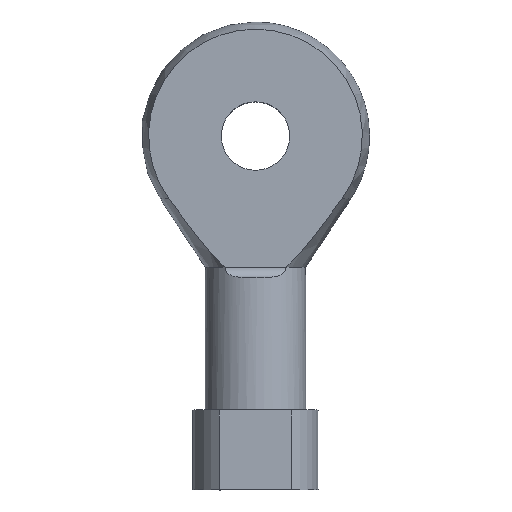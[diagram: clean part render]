
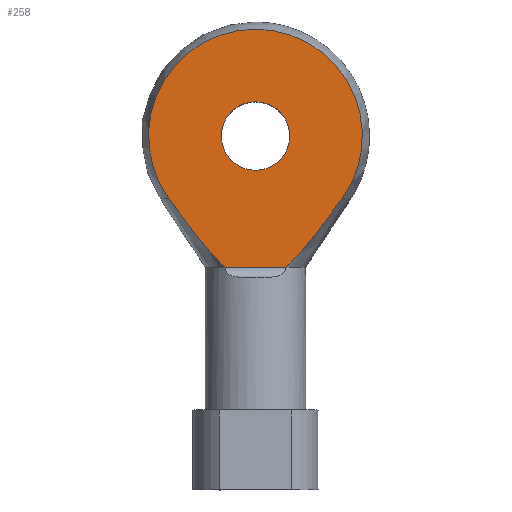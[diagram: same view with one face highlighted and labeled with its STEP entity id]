
A CAD part, top view. The second image highlights one B-rep face of the part: STEP entity #258.
In plain terms, the highlighted planar face has unit normal (0, 0, 1).
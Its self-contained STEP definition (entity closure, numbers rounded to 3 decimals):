
#27=B_SPLINE_CURVE_WITH_KNOTS('',3,(#462,#463,#464,#465,#466),
 .UNSPECIFIED.,.F.,.F.,(4,1,4),(0.,0.004,
0.008),.UNSPECIFIED.);
#28=B_SPLINE_CURVE_WITH_KNOTS('',3,(#474,#475,#476,#477,#478),
 .UNSPECIFIED.,.F.,.F.,(4,1,4),(0.014,0.018,0.022),
 .UNSPECIFIED.);
#45=LINE('',#487,#55);
#55=VECTOR('',#369,1000.);
#92=ORIENTED_EDGE('',*,*,#147,.F.);
#93=ORIENTED_EDGE('',*,*,#141,.T.);
#94=ORIENTED_EDGE('',*,*,#148,.T.);
#95=ORIENTED_EDGE('',*,*,#145,.T.);
#96=ORIENTED_EDGE('',*,*,#143,.F.);
#141=EDGE_CURVE('',#167,#163,#27,.T.);
#143=EDGE_CURVE('',#167,#170,#185,.F.);
#145=EDGE_CURVE('',#164,#170,#28,.T.);
#147=EDGE_CURVE('',#171,#171,#187,.T.);
#148=EDGE_CURVE('',#163,#164,#45,.T.);
#163=VERTEX_POINT('',#436);
#164=VERTEX_POINT('',#437);
#167=VERTEX_POINT('',#455);
#170=VERTEX_POINT('',#471);
#171=VERTEX_POINT('',#486);
#185=CIRCLE('',#298,9.367);
#187=CIRCLE('',#302,3.);
#202=EDGE_LOOP('',(#92));
#203=EDGE_LOOP('',(#93,#94,#95,#96));
#228=FACE_BOUND('',#202,.T.);
#229=FACE_BOUND('',#203,.T.);
#245=PLANE('',#301);
#258=ADVANCED_FACE('',(#228,#229),#245,.T.);
#298=AXIS2_PLACEMENT_3D('',#470,#359,#360);
#301=AXIS2_PLACEMENT_3D('',#484,#365,#366);
#302=AXIS2_PLACEMENT_3D('',#485,#367,#368);
#359=DIRECTION('',(0.,0.,1.));
#360=DIRECTION('',(1.,0.,0.));
#365=DIRECTION('',(0.,0.,1.));
#366=DIRECTION('',(1.,0.,0.));
#367=DIRECTION('',(0.,0.,1.));
#368=DIRECTION('',(1.,0.,0.));
#369=DIRECTION('',(1.,0.,0.));
#436=CARTESIAN_POINT('',(-2.666,-11.5,3.5));
#437=CARTESIAN_POINT('',(2.666,-11.5,3.5));
#455=CARTESIAN_POINT('',(-7.583,-5.5,3.5));
#462=CARTESIAN_POINT('',(-7.583,-5.5,3.5));
#463=CARTESIAN_POINT('',(-6.822,-6.548,3.5));
#464=CARTESIAN_POINT('',(-5.273,-8.622,3.5));
#465=CARTESIAN_POINT('',(-3.62,-10.622,3.5));
#466=CARTESIAN_POINT('',(-2.666,-11.5,3.5));
#470=CARTESIAN_POINT('',(0.,0.,3.5));
#471=CARTESIAN_POINT('',(7.583,-5.5,3.5));
#474=CARTESIAN_POINT('',(2.666,-11.5,3.5));
#475=CARTESIAN_POINT('',(3.622,-10.621,3.5));
#476=CARTESIAN_POINT('',(5.269,-8.627,3.5));
#477=CARTESIAN_POINT('',(6.822,-6.549,3.5));
#478=CARTESIAN_POINT('',(7.583,-5.5,3.5));
#484=CARTESIAN_POINT('',(0.,0.,3.5));
#485=CARTESIAN_POINT('',(0.,0.,3.5));
#486=CARTESIAN_POINT('',(3.,0.,3.5));
#487=CARTESIAN_POINT('',(4.4,-11.5,3.5));
